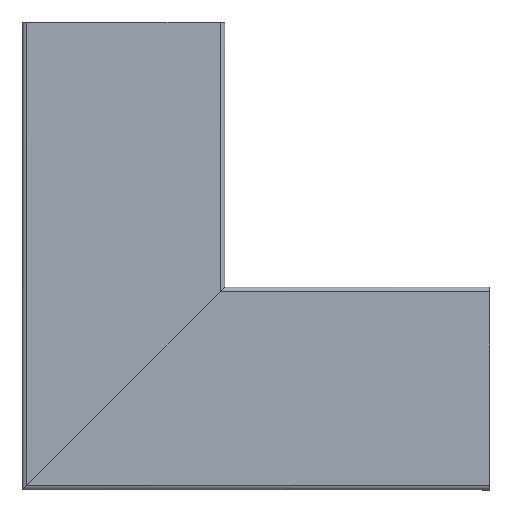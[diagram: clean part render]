
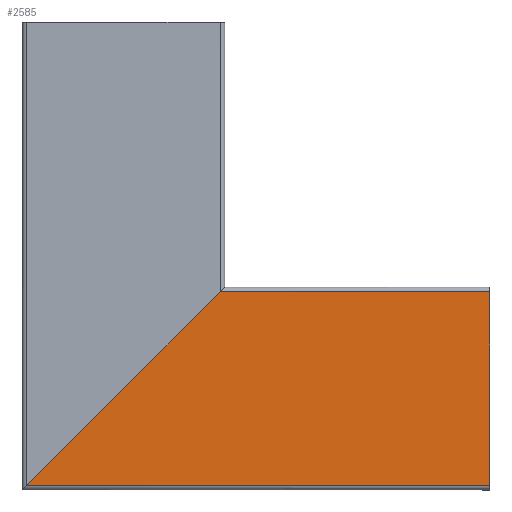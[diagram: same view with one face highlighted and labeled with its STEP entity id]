
A CAD part, front view. The second image highlights one B-rep face of the part: STEP entity #2585.
In plain terms, the highlighted planar face has unit normal (0, -1, 0).
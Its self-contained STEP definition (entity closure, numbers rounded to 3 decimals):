
#386 = FACE_OUTER_BOUND ( 'NONE', #551, .T. ) ;
#399 = VECTOR ( 'NONE', #2360, 1000. ) ;
#551 = EDGE_LOOP ( 'NONE', ( #975, #995, #1005, #1022 ) ) ;
#576 = DIRECTION ( 'NONE',  ( 0., 0., 1. ) ) ;
#587 = AXIS2_PLACEMENT_3D ( 'NONE', #617, #596, #576 ) ;
#596 = DIRECTION ( 'NONE',  ( 0., 1., 0. ) ) ;
#609 = VERTEX_POINT ( 'NONE', #2805 ) ;
#612 = PLANE ( 'NONE',  #587 ) ;
#617 = CARTESIAN_POINT ( 'NONE',  ( -62., -70., 300. ) ) ;
#975 = ORIENTED_EDGE ( 'NONE', *, *, #2297, .T. ) ;
#995 = ORIENTED_EDGE ( 'NONE', *, *, #2306, .T. ) ;
#1005 = ORIENTED_EDGE ( 'NONE', *, *, #3557, .F. ) ;
#1022 = ORIENTED_EDGE ( 'NONE', *, *, #2314, .F. ) ;
#1245 = VERTEX_POINT ( 'NONE', #3193 ) ;
#1266 = LINE ( 'NONE', #2358, #399 ) ;
#1341 = CARTESIAN_POINT ( 'NONE',  ( -62., -70., 300. ) ) ;
#1343 = DIRECTION ( 'NONE',  ( 1., 0., 0. ) ) ;
#1362 = CARTESIAN_POINT ( 'NONE',  ( -65., -70., 130. ) ) ;
#1364 = VERTEX_POINT ( 'NONE', #3007 ) ;
#1373 = DIRECTION ( 'NONE',  ( 0.707, 0., -0.707 ) ) ;
#1393 = CARTESIAN_POINT ( 'NONE',  ( -62., -70., 300. ) ) ;
#1403 = DIRECTION ( 'NONE',  ( 0., 0., -1. ) ) ;
#1869 = CARTESIAN_POINT ( 'NONE',  ( -62., -70., 127. ) ) ;
#2139 = VERTEX_POINT ( 'NONE', #1869 ) ;
#2297 = EDGE_CURVE ( 'NONE', #1245, #2139, #2973, .T. ) ;
#2306 = EDGE_CURVE ( 'NONE', #2139, #609, #2937, .T. ) ;
#2314 = EDGE_CURVE ( 'NONE', #1245, #1364, #2948, .T. ) ;
#2358 = CARTESIAN_POINT ( 'NONE',  ( 62., -70., 300. ) ) ;
#2360 = DIRECTION ( 'NONE',  ( 0., 0., -1. ) ) ;
#2585 = ADVANCED_FACE ( 'NONE', ( #386 ), #612, .F. ) ;
#2805 = CARTESIAN_POINT ( 'NONE',  ( 62., -70., 3. ) ) ;
#2932 = VECTOR ( 'NONE', #1373, 1000. ) ;
#2937 = LINE ( 'NONE', #1362, #2932 ) ;
#2942 = VECTOR ( 'NONE', #1403, 1000. ) ;
#2948 = LINE ( 'NONE', #1341, #3574 ) ;
#2973 = LINE ( 'NONE', #1393, #2942 ) ;
#3007 = CARTESIAN_POINT ( 'NONE',  ( 62., -70., 300. ) ) ;
#3193 = CARTESIAN_POINT ( 'NONE',  ( -62., -70., 300. ) ) ;
#3557 = EDGE_CURVE ( 'NONE', #1364, #609, #1266, .T. ) ;
#3574 = VECTOR ( 'NONE', #1343, 1000. ) ;
